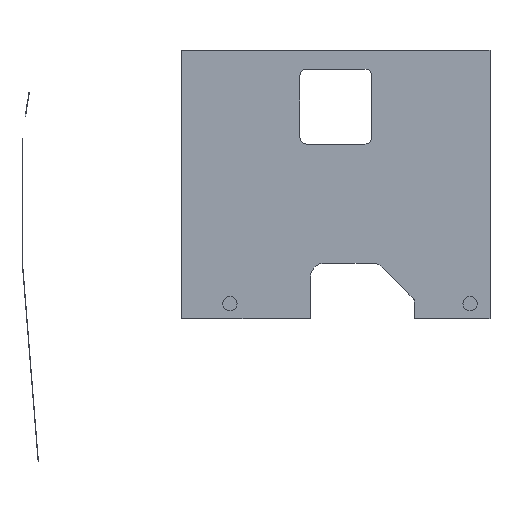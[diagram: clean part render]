
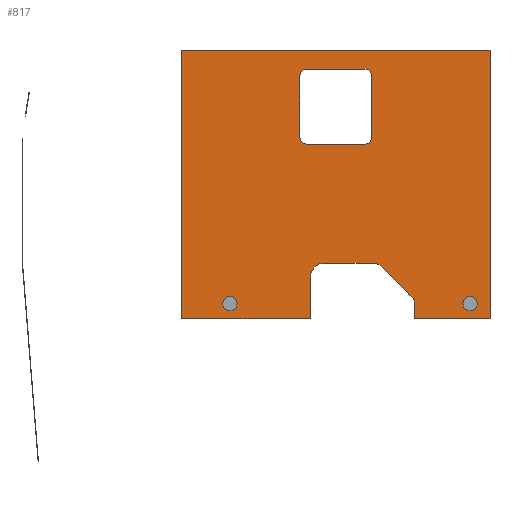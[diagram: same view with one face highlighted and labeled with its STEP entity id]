
A CAD part, top view. The second image highlights one B-rep face of the part: STEP entity #817.
In plain terms, the highlighted planar face has unit normal (0, 0, 1).
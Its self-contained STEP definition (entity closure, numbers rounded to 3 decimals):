
#59=CARTESIAN_POINT('',(-5.3,16.1,0.6));
#60=VERTEX_POINT('',#59);
#67=CARTESIAN_POINT('',(-5.3,7.,0.6));
#68=VERTEX_POINT('',#67);
#69=CARTESIAN_POINT('',(-5.3,7.,0.6));
#70=DIRECTION('',(0.0,1.0,0.0));
#71=VECTOR('',#70,9.1);
#72=LINE('',#69,#71);
#73=EDGE_CURVE('',#68,#60,#72,.T.);
#99=CARTESIAN_POINT('',(-4.3,6.,0.6));
#100=VERTEX_POINT('',#99);
#101=CARTESIAN_POINT('',(-4.3,7.,0.6));
#102=DIRECTION('',(0.0,0.0,-1.0));
#103=DIRECTION('',(1.0,0.0,0.0));
#104=AXIS2_PLACEMENT_3D('',#101,#102,#103);
#105=CIRCLE('',#104,1.);
#106=EDGE_CURVE('',#100,#68,#105,.T.);
#131=CARTESIAN_POINT('',(4.3,6.,0.6));
#132=VERTEX_POINT('',#131);
#133=CARTESIAN_POINT('',(4.3,6.,0.6));
#134=DIRECTION('',(-1.0,0.0,0.0));
#135=VECTOR('',#134,8.6);
#136=LINE('',#133,#135);
#137=EDGE_CURVE('',#132,#100,#136,.T.);
#163=CARTESIAN_POINT('',(5.3,7.,0.6));
#164=VERTEX_POINT('',#163);
#165=CARTESIAN_POINT('',(4.3,7.,0.6));
#166=DIRECTION('',(0.0,0.0,-1.0));
#167=DIRECTION('',(0.0,1.0,0.0));
#168=AXIS2_PLACEMENT_3D('',#165,#166,#167);
#169=CIRCLE('',#168,1.);
#170=EDGE_CURVE('',#164,#132,#169,.T.);
#195=CARTESIAN_POINT('',(5.3,16.1,0.6));
#196=VERTEX_POINT('',#195);
#197=CARTESIAN_POINT('',(5.3,16.1,0.6));
#198=DIRECTION('',(0.0,-1.0,0.0));
#199=VECTOR('',#198,9.1);
#200=LINE('',#197,#199);
#201=EDGE_CURVE('',#196,#164,#200,.T.);
#227=CARTESIAN_POINT('',(4.3,17.1,0.6));
#228=VERTEX_POINT('',#227);
#229=CARTESIAN_POINT('',(4.3,16.1,0.6));
#230=DIRECTION('',(0.0,0.0,-1.0));
#231=DIRECTION('',(-1.0,0.0,0.0));
#232=AXIS2_PLACEMENT_3D('',#229,#230,#231);
#233=CIRCLE('',#232,1.);
#234=EDGE_CURVE('',#228,#196,#233,.T.);
#259=CARTESIAN_POINT('',(-4.3,17.1,0.6));
#260=VERTEX_POINT('',#259);
#261=CARTESIAN_POINT('',(-4.3,17.1,0.6));
#262=DIRECTION('',(1.0,0.0,0.0));
#263=VECTOR('',#262,8.6);
#264=LINE('',#261,#263);
#265=EDGE_CURVE('',#260,#228,#264,.T.);
#289=CARTESIAN_POINT('',(-4.3,16.1,0.6));
#290=DIRECTION('',(0.0,0.0,-1.0));
#291=DIRECTION('',(0.0,-1.0,0.0));
#292=AXIS2_PLACEMENT_3D('',#289,#290,#291);
#293=CIRCLE('',#292,1.);
#294=EDGE_CURVE('',#60,#260,#293,.T.);
#316=CARTESIAN_POINT('',(-14.6,-17.6,0.6));
#317=VERTEX_POINT('',#316);
#318=CARTESIAN_POINT('',(-15.65,-17.6,0.6));
#319=DIRECTION('',(0.0,0.0,-1.0));
#320=DIRECTION('',(-1.0,0.0,0.0));
#321=AXIS2_PLACEMENT_3D('',#318,#319,#320);
#322=CIRCLE('',#321,1.05);
#323=EDGE_CURVE('',#317,#317,#322,.T.);
#353=CARTESIAN_POINT('',(20.9,-17.6,0.6));
#354=VERTEX_POINT('',#353);
#355=CARTESIAN_POINT('',(19.85,-17.6,0.6));
#356=DIRECTION('',(0.0,0.0,-1.0));
#357=DIRECTION('',(-1.0,0.0,0.0));
#358=AXIS2_PLACEMENT_3D('',#355,#356,#357);
#359=CIRCLE('',#358,1.05);
#360=EDGE_CURVE('',#354,#354,#359,.T.);
#496=CARTESIAN_POINT('',(-22.8,19.85,0.6));
#497=VERTEX_POINT('',#496);
#498=CARTESIAN_POINT('',(22.8,19.85,0.6));
#499=VERTEX_POINT('',#498);
#500=CARTESIAN_POINT('',(-22.8,19.85,0.6));
#501=DIRECTION('',(1.0,0.0,0.0));
#502=VECTOR('',#501,45.6);
#503=LINE('',#500,#502);
#504=EDGE_CURVE('',#497,#499,#503,.T.);
#527=CARTESIAN_POINT('',(22.8,-19.85,0.6));
#528=VERTEX_POINT('',#527);
#529=CARTESIAN_POINT('',(22.8,19.85,0.6));
#530=DIRECTION('',(0.0,-1.0,0.0));
#531=VECTOR('',#530,39.7);
#532=LINE('',#529,#531);
#533=EDGE_CURVE('',#499,#528,#532,.T.);
#551=CARTESIAN_POINT('',(11.6,-19.85,0.6));
#552=VERTEX_POINT('',#551);
#553=CARTESIAN_POINT('',(22.8,-19.85,0.6));
#554=DIRECTION('',(-1.0,0.0,0.0));
#555=VECTOR('',#554,11.2);
#556=LINE('',#553,#555);
#557=EDGE_CURVE('',#528,#552,#556,.T.);
#575=CARTESIAN_POINT('',(11.6,-17.199,0.6));
#576=VERTEX_POINT('',#575);
#577=CARTESIAN_POINT('',(11.6,-19.85,0.6));
#578=DIRECTION('',(0.0,1.0,0.0));
#579=VECTOR('',#578,2.651);
#580=LINE('',#577,#579);
#581=EDGE_CURVE('',#552,#576,#580,.T.);
#599=CARTESIAN_POINT('',(11.424,-16.774,0.6));
#600=VERTEX_POINT('',#599);
#601=CARTESIAN_POINT('',(11.,-17.199,0.6));
#602=DIRECTION('',(0.0,0.0,1.0));
#603=DIRECTION('',(-1.0,0.0,0.0));
#604=AXIS2_PLACEMENT_3D('',#601,#602,#603);
#605=CIRCLE('',#604,0.6);
#606=EDGE_CURVE('',#576,#600,#605,.T.);
#624=CARTESIAN_POINT('',(6.865,-12.215,0.6));
#625=VERTEX_POINT('',#624);
#626=CARTESIAN_POINT('',(11.424,-16.774,0.6));
#627=DIRECTION('',(-0.707,0.707,0.0));
#628=VECTOR('',#627,6.448);
#629=LINE('',#626,#628);
#630=EDGE_CURVE('',#600,#625,#629,.T.);
#648=CARTESIAN_POINT('',(5.38,-11.6,0.6));
#649=VERTEX_POINT('',#648);
#650=CARTESIAN_POINT('',(5.38,-13.7,0.6));
#651=DIRECTION('',(0.0,0.0,1.0));
#652=DIRECTION('',(-0.707,-0.707,0.0));
#653=AXIS2_PLACEMENT_3D('',#650,#651,#652);
#654=CIRCLE('',#653,2.1);
#655=EDGE_CURVE('',#625,#649,#654,.T.);
#673=CARTESIAN_POINT('',(-1.65,-11.6,0.6));
#674=VERTEX_POINT('',#673);
#675=CARTESIAN_POINT('',(5.38,-11.6,0.6));
#676=DIRECTION('',(-1.0,0.0,0.0));
#677=VECTOR('',#676,7.03);
#678=LINE('',#675,#677);
#679=EDGE_CURVE('',#649,#674,#678,.T.);
#697=CARTESIAN_POINT('',(-3.75,-13.7,0.6));
#698=VERTEX_POINT('',#697);
#699=CARTESIAN_POINT('',(-1.65,-13.7,0.6));
#700=DIRECTION('',(0.0,0.0,1.0));
#701=DIRECTION('',(0.0,-1.0,0.0));
#702=AXIS2_PLACEMENT_3D('',#699,#700,#701);
#703=CIRCLE('',#702,2.1);
#704=EDGE_CURVE('',#674,#698,#703,.T.);
#722=CARTESIAN_POINT('',(-3.75,-19.85,0.6));
#723=VERTEX_POINT('',#722);
#724=CARTESIAN_POINT('',(-3.75,-13.7,0.6));
#725=DIRECTION('',(0.0,-1.0,0.0));
#726=VECTOR('',#725,6.15);
#727=LINE('',#724,#726);
#728=EDGE_CURVE('',#698,#723,#727,.T.);
#746=CARTESIAN_POINT('',(-22.8,-19.85,0.6));
#747=VERTEX_POINT('',#746);
#748=CARTESIAN_POINT('',(-3.75,-19.85,0.6));
#749=DIRECTION('',(-1.0,0.0,0.0));
#750=VECTOR('',#749,19.05);
#751=LINE('',#748,#750);
#752=EDGE_CURVE('',#723,#747,#751,.T.);
#770=CARTESIAN_POINT('',(-22.8,-19.85,0.6));
#771=DIRECTION('',(0.0,1.0,0.0));
#772=VECTOR('',#771,39.7);
#773=LINE('',#770,#772);
#774=EDGE_CURVE('',#747,#497,#773,.T.);
#782=CARTESIAN_POINT('',(0.139,-0.497,0.6));
#783=DIRECTION('',(0.0,0.0,1.0));
#784=DIRECTION('',(1.0,0.0,0.0));
#785=AXIS2_PLACEMENT_3D('',#782,#783,#784);
#786=PLANE('',#785);
#787=ORIENTED_EDGE('',*,*,#504,.F.);
#788=ORIENTED_EDGE('',*,*,#774,.F.);
#789=ORIENTED_EDGE('',*,*,#752,.F.);
#790=ORIENTED_EDGE('',*,*,#728,.F.);
#791=ORIENTED_EDGE('',*,*,#704,.F.);
#792=ORIENTED_EDGE('',*,*,#679,.F.);
#793=ORIENTED_EDGE('',*,*,#655,.F.);
#794=ORIENTED_EDGE('',*,*,#630,.F.);
#795=ORIENTED_EDGE('',*,*,#606,.F.);
#796=ORIENTED_EDGE('',*,*,#581,.F.);
#797=ORIENTED_EDGE('',*,*,#557,.F.);
#798=ORIENTED_EDGE('',*,*,#533,.F.);
#799=EDGE_LOOP('',(#787,#788,#789,#790,#791,#792,#793,#794,#795,#796,#797,#798));
#800=FACE_OUTER_BOUND('',#799,.T.);
#801=ORIENTED_EDGE('',*,*,#201,.T.);
#802=ORIENTED_EDGE('',*,*,#170,.T.);
#803=ORIENTED_EDGE('',*,*,#137,.T.);
#804=ORIENTED_EDGE('',*,*,#106,.T.);
#805=ORIENTED_EDGE('',*,*,#73,.T.);
#806=ORIENTED_EDGE('',*,*,#294,.T.);
#807=ORIENTED_EDGE('',*,*,#265,.T.);
#808=ORIENTED_EDGE('',*,*,#234,.T.);
#809=EDGE_LOOP('',(#801,#802,#803,#804,#805,#806,#807,#808));
#810=FACE_BOUND('',#809,.T.);
#811=ORIENTED_EDGE('',*,*,#323,.T.);
#812=EDGE_LOOP('',(#811));
#813=FACE_BOUND('',#812,.T.);
#814=ORIENTED_EDGE('',*,*,#360,.T.);
#815=EDGE_LOOP('',(#814));
#816=FACE_BOUND('',#815,.T.);
#817=ADVANCED_FACE('',(#800,#810,#813,#816),#786,.T.);
